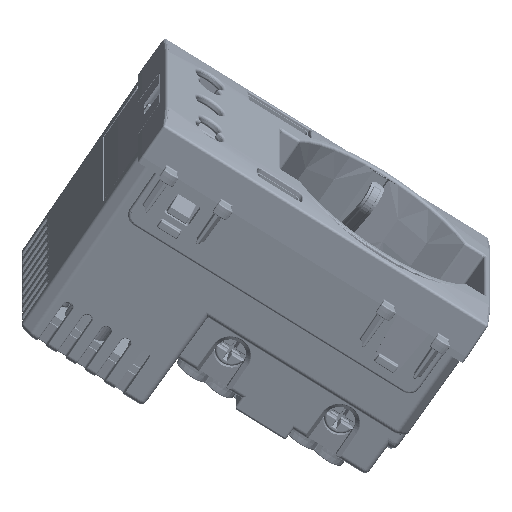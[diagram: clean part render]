
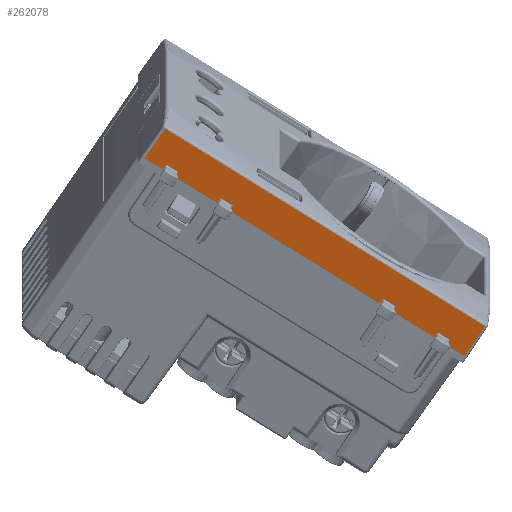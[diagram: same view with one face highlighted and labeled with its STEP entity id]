
A CAD part, front view. The second image highlights one B-rep face of the part: STEP entity #262078.
In plain terms, the highlighted face is planar.
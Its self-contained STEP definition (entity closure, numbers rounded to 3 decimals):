
#232980=CARTESIAN_POINT('Vertex',(-22.45,33.175,1.275)) ;
#233076=CARTESIAN_POINT('Vertex',(-22.45,-33.175,1.275)) ;
#233105=CARTESIAN_POINT('Line Origine',(-22.314,33.141,5.173)) ;
#233109=CARTESIAN_POINT('Vertex',(-22.225,33.119,7.722)) ;
#233133=CARTESIAN_POINT('Vertex',(-22.225,-33.119,7.722)) ;
#233136=CARTESIAN_POINT('Line Origine',(-22.314,-33.141,5.173)) ;
#233172=CARTESIAN_POINT('Line Origine',(-22.225,-16.838,7.722)) ;
#233638=CARTESIAN_POINT('Vertex',(-22.45,-19.248,1.275)) ;
#233663=CARTESIAN_POINT('Vertex',(-22.45,-25.752,1.275)) ;
#252636=CARTESIAN_POINT('Line Origine',(-22.45,-22.5,1.275)) ;
#255764=CARTESIAN_POINT('Vertex',(-22.45,-18.162,1.275)) ;
#255790=CARTESIAN_POINT('Vertex',(-22.45,-15.588,1.275)) ;
#256760=CARTESIAN_POINT('Vertex',(-22.45,15.588,1.275)) ;
#256786=CARTESIAN_POINT('Vertex',(-22.45,18.162,1.275)) ;
#257759=CARTESIAN_POINT('Vertex',(-22.45,-29.412,1.275)) ;
#257785=CARTESIAN_POINT('Vertex',(-22.45,-26.838,1.275)) ;
#258276=CARTESIAN_POINT('Vertex',(-22.45,29.412,1.275)) ;
#258279=CARTESIAN_POINT('Line Origine',(-22.45,31.294,1.275)) ;
#258294=CARTESIAN_POINT('Line Origine',(-22.45,-31.294,1.275)) ;
#258299=CARTESIAN_POINT('Line Origine',(-22.45,-26.295,1.275)) ;
#258304=CARTESIAN_POINT('Line Origine',(-22.45,-18.705,1.275)) ;
#258309=CARTESIAN_POINT('Line Origine',(-22.45,0.,1.275)) ;
#258314=CARTESIAN_POINT('Line Origine',(-22.45,22.5,1.275)) ;
#258318=CARTESIAN_POINT('Vertex',(-22.45,26.838,1.275)) ;
#259309=CARTESIAN_POINT('Vertex',(-22.412,-15.614,2.368)) ;
#259312=CARTESIAN_POINT('Line Origine',(-22.337,-15.666,4.498)) ;
#259639=CARTESIAN_POINT('Line Origine',(-22.412,0.,2.368)) ;
#259643=CARTESIAN_POINT('Vertex',(-22.412,-18.135,2.368)) ;
#259987=CARTESIAN_POINT('Line Origine',(-22.337,-18.082,4.498)) ;
#260277=CARTESIAN_POINT('Vertex',(-22.412,-29.386,2.368)) ;
#260280=CARTESIAN_POINT('Line Origine',(-22.337,-29.334,4.498)) ;
#260607=CARTESIAN_POINT('Line Origine',(-22.412,0.,2.368)) ;
#260611=CARTESIAN_POINT('Vertex',(-22.412,-26.865,2.368)) ;
#260955=CARTESIAN_POINT('Line Origine',(-22.337,-26.918,4.498)) ;
#261245=CARTESIAN_POINT('Vertex',(-22.412,29.386,2.368)) ;
#261248=CARTESIAN_POINT('Line Origine',(-22.337,29.334,4.498)) ;
#261575=CARTESIAN_POINT('Line Origine',(-22.412,0.,2.368)) ;
#261579=CARTESIAN_POINT('Vertex',(-22.412,26.865,2.368)) ;
#261923=CARTESIAN_POINT('Line Origine',(-22.337,26.918,4.498)) ;
#262030=CARTESIAN_POINT('Axis2P3D Location',(-22.211,0.,8.125)) ;
#262035=CARTESIAN_POINT('Line Origine',(-22.431,18.149,1.822)) ;
#262039=CARTESIAN_POINT('Vertex',(-22.412,18.135,2.368)) ;
#262042=CARTESIAN_POINT('Line Origine',(-22.412,16.875,2.368)) ;
#262046=CARTESIAN_POINT('Vertex',(-22.412,15.614,2.368)) ;
#262049=CARTESIAN_POINT('Line Origine',(-22.431,15.601,1.822)) ;
#233106=DIRECTION('Vector Direction',(0.035,-0.009,0.999)) ;
#233137=DIRECTION('Vector Direction',(-0.035,-0.009,-0.999)) ;
#233173=DIRECTION('Vector Direction',(0.,1.,0.)) ;
#252637=DIRECTION('Vector Direction',(0.,-1.,0.)) ;
#258280=DIRECTION('Vector Direction',(0.,-1.,0.)) ;
#258295=DIRECTION('Vector Direction',(0.,-1.,0.)) ;
#258300=DIRECTION('Vector Direction',(0.,-1.,0.)) ;
#258305=DIRECTION('Vector Direction',(0.,-1.,0.)) ;
#258310=DIRECTION('Vector Direction',(0.,-1.,0.)) ;
#258315=DIRECTION('Vector Direction',(0.,-1.,0.)) ;
#259313=DIRECTION('Vector Direction',(-0.035,0.024,-0.999)) ;
#259640=DIRECTION('Vector Direction',(0.,1.,0.)) ;
#259988=DIRECTION('Vector Direction',(-0.035,-0.025,-0.999)) ;
#260281=DIRECTION('Vector Direction',(-0.035,-0.024,-0.999)) ;
#260608=DIRECTION('Vector Direction',(0.,1.,0.)) ;
#260956=DIRECTION('Vector Direction',(-0.035,0.025,-0.999)) ;
#261249=DIRECTION('Vector Direction',(-0.035,0.024,-0.999)) ;
#261576=DIRECTION('Vector Direction',(0.,1.,0.)) ;
#261924=DIRECTION('Vector Direction',(-0.035,-0.025,-0.999)) ;
#262031=DIRECTION('Axis2P3D Direction',(-0.999,0.,0.035)) ;
#262032=DIRECTION('Axis2P3D XDirection',(-0.035,0.,-0.999)) ;
#262036=DIRECTION('Vector Direction',(0.035,-0.025,0.999)) ;
#262043=DIRECTION('Vector Direction',(0.,-1.,0.)) ;
#262050=DIRECTION('Vector Direction',(0.035,0.024,0.999)) ;
#262033=AXIS2_PLACEMENT_3D('Plane Axis2P3D',#262030,#262031,#262032) ;
#262055=ORIENTED_EDGE('',*,*,#258313,.F.) ;
#262056=ORIENTED_EDGE('',*,*,#259316,.F.) ;
#262057=ORIENTED_EDGE('',*,*,#259645,.F.) ;
#262058=ORIENTED_EDGE('',*,*,#259991,.F.) ;
#262059=ORIENTED_EDGE('',*,*,#258308,.F.) ;
#262060=ORIENTED_EDGE('',*,*,#252640,.F.) ;
#262061=ORIENTED_EDGE('',*,*,#258303,.F.) ;
#262062=ORIENTED_EDGE('',*,*,#260959,.T.) ;
#262063=ORIENTED_EDGE('',*,*,#260613,.T.) ;
#262064=ORIENTED_EDGE('',*,*,#260284,.T.) ;
#262065=ORIENTED_EDGE('',*,*,#258298,.F.) ;
#262066=ORIENTED_EDGE('',*,*,#233140,.F.) ;
#262067=ORIENTED_EDGE('',*,*,#233176,.T.) ;
#262068=ORIENTED_EDGE('',*,*,#233111,.T.) ;
#262069=ORIENTED_EDGE('',*,*,#258283,.F.) ;
#262070=ORIENTED_EDGE('',*,*,#261252,.F.) ;
#262071=ORIENTED_EDGE('',*,*,#261581,.F.) ;
#262072=ORIENTED_EDGE('',*,*,#261927,.F.) ;
#262073=ORIENTED_EDGE('',*,*,#258320,.F.) ;
#262074=ORIENTED_EDGE('',*,*,#262041,.T.) ;
#262075=ORIENTED_EDGE('',*,*,#262048,.T.) ;
#262076=ORIENTED_EDGE('',*,*,#262053,.T.) ;
#233107=VECTOR('Line Direction',#233106,1.) ;
#233138=VECTOR('Line Direction',#233137,1.) ;
#233174=VECTOR('Line Direction',#233173,1.) ;
#252638=VECTOR('Line Direction',#252637,1.) ;
#258281=VECTOR('Line Direction',#258280,1.) ;
#258296=VECTOR('Line Direction',#258295,1.) ;
#258301=VECTOR('Line Direction',#258300,1.) ;
#258306=VECTOR('Line Direction',#258305,1.) ;
#258311=VECTOR('Line Direction',#258310,1.) ;
#258316=VECTOR('Line Direction',#258315,1.) ;
#259314=VECTOR('Line Direction',#259313,1.) ;
#259641=VECTOR('Line Direction',#259640,1.) ;
#259989=VECTOR('Line Direction',#259988,1.) ;
#260282=VECTOR('Line Direction',#260281,1.) ;
#260609=VECTOR('Line Direction',#260608,1.) ;
#260957=VECTOR('Line Direction',#260956,1.) ;
#261250=VECTOR('Line Direction',#261249,1.) ;
#261577=VECTOR('Line Direction',#261576,1.) ;
#261925=VECTOR('Line Direction',#261924,1.) ;
#262037=VECTOR('Line Direction',#262036,1.) ;
#262044=VECTOR('Line Direction',#262043,1.) ;
#262051=VECTOR('Line Direction',#262050,1.) ;
#262078=ADVANCED_FACE('PartBody',(#262077),#262034,.T.) ;
#233111=EDGE_CURVE('',#233110,#232981,#233108,.F.) ;
#233140=EDGE_CURVE('',#233134,#233077,#233139,.T.) ;
#233176=EDGE_CURVE('',#233134,#233110,#233175,.T.) ;
#252640=EDGE_CURVE('',#233664,#233639,#252639,.F.) ;
#258283=EDGE_CURVE('',#258277,#232981,#258282,.F.) ;
#258298=EDGE_CURVE('',#233077,#257760,#258297,.F.) ;
#258303=EDGE_CURVE('',#257786,#233664,#258302,.F.) ;
#258308=EDGE_CURVE('',#233639,#255765,#258307,.F.) ;
#258313=EDGE_CURVE('',#255791,#256761,#258312,.F.) ;
#258320=EDGE_CURVE('',#256787,#258319,#258317,.F.) ;
#259316=EDGE_CURVE('',#259310,#255791,#259315,.T.) ;
#259645=EDGE_CURVE('',#259644,#259310,#259642,.T.) ;
#259991=EDGE_CURVE('',#255765,#259644,#259990,.F.) ;
#260284=EDGE_CURVE('',#260278,#257760,#260283,.T.) ;
#260613=EDGE_CURVE('',#260612,#260278,#260610,.F.) ;
#260959=EDGE_CURVE('',#257786,#260612,#260958,.F.) ;
#261252=EDGE_CURVE('',#261246,#258277,#261251,.T.) ;
#261581=EDGE_CURVE('',#261580,#261246,#261578,.T.) ;
#261927=EDGE_CURVE('',#258319,#261580,#261926,.F.) ;
#262041=EDGE_CURVE('',#256787,#262040,#262038,.T.) ;
#262048=EDGE_CURVE('',#262040,#262047,#262045,.T.) ;
#262053=EDGE_CURVE('',#262047,#256761,#262052,.F.) ;
#262054=EDGE_LOOP('',(#262055,#262056,#262057,#262058,#262059,#262060,#262061,#262062,#262063,#262064,#262065,#262066,#262067,#262068,#262069,#262070,#262071,#262072,#262073,#262074,#262075,#262076)) ;
#262077=FACE_OUTER_BOUND('',#262054,.T.) ;
#233108=LINE('Line',#233105,#233107) ;
#233139=LINE('Line',#233136,#233138) ;
#233175=LINE('Line',#233172,#233174) ;
#252639=LINE('Line',#252636,#252638) ;
#258282=LINE('Line',#258279,#258281) ;
#258297=LINE('Line',#258294,#258296) ;
#258302=LINE('Line',#258299,#258301) ;
#258307=LINE('Line',#258304,#258306) ;
#258312=LINE('Line',#258309,#258311) ;
#258317=LINE('Line',#258314,#258316) ;
#259315=LINE('Line',#259312,#259314) ;
#259642=LINE('Line',#259639,#259641) ;
#259990=LINE('Line',#259987,#259989) ;
#260283=LINE('Line',#260280,#260282) ;
#260610=LINE('Line',#260607,#260609) ;
#260958=LINE('Line',#260955,#260957) ;
#261251=LINE('Line',#261248,#261250) ;
#261578=LINE('Line',#261575,#261577) ;
#261926=LINE('Line',#261923,#261925) ;
#262038=LINE('Line',#262035,#262037) ;
#262045=LINE('Line',#262042,#262044) ;
#262052=LINE('Line',#262049,#262051) ;
#262034=PLANE('',#262033) ;
#232981=VERTEX_POINT('',#232980) ;
#233077=VERTEX_POINT('',#233076) ;
#233110=VERTEX_POINT('',#233109) ;
#233134=VERTEX_POINT('',#233133) ;
#233639=VERTEX_POINT('',#233638) ;
#233664=VERTEX_POINT('',#233663) ;
#255765=VERTEX_POINT('',#255764) ;
#255791=VERTEX_POINT('',#255790) ;
#256761=VERTEX_POINT('',#256760) ;
#256787=VERTEX_POINT('',#256786) ;
#257760=VERTEX_POINT('',#257759) ;
#257786=VERTEX_POINT('',#257785) ;
#258277=VERTEX_POINT('',#258276) ;
#258319=VERTEX_POINT('',#258318) ;
#259310=VERTEX_POINT('',#259309) ;
#259644=VERTEX_POINT('',#259643) ;
#260278=VERTEX_POINT('',#260277) ;
#260612=VERTEX_POINT('',#260611) ;
#261246=VERTEX_POINT('',#261245) ;
#261580=VERTEX_POINT('',#261579) ;
#262040=VERTEX_POINT('',#262039) ;
#262047=VERTEX_POINT('',#262046) ;
